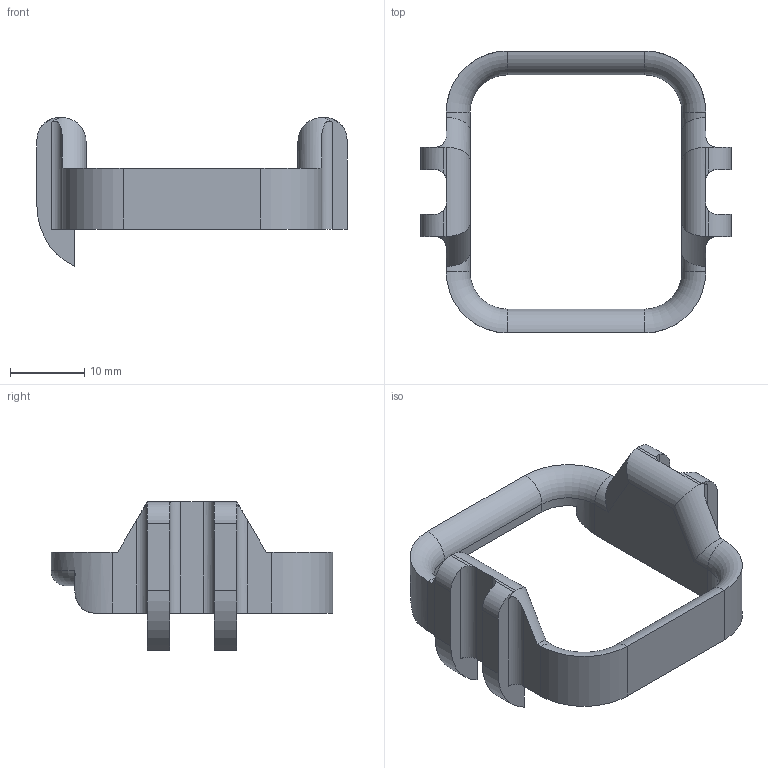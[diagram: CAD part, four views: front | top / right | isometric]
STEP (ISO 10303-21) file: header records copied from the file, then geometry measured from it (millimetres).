
FILE_DESCRIPTION(/* description */ (''),/* implementation_level */ '2;1');
FILE_NAME(/* name */ 'test.step',/* time_stamp */ '2020-10-19T09:19:31+02:00',/* author */ (''),/* organization */ (''),/* preprocessor_version */ 'ST-DEVELOPER v18.1',/* originating_system */ 'Autodesk Translation Framework v9.3.0.1241',/* authorisation */ '');
FILE_SCHEMA (('AUTOMOTIVE_DESIGN { 1 0 10303 214 3 1 1 }'));
Length unit declared in the file: millimetre
Products named in the file (2): GoPro Hero 5/6/7 Lens Protection; GoPro Lense
Assembly tree (1 placements, depth 2):
  GoPro Hero 5/6/7 Lens Protection
    GoPro Lense
Bounding box: 41.7 x 37.9 x 20 mm (x, y, z)
Volume: 3913.4 mm3; surface area: 3321.1 mm2
Topology: 1 solids, 1 shells, 77 faces, 205 edges, 128 vertices
Faces by surface type: cylinder 37, plane 34, torus 6
Entity records: 2562 total; most frequent: CARTESIAN_POINT 567, DIRECTION 419, ORIENTED_EDGE 410, EDGE_CURVE 205, AXIS2_PLACEMENT_3D 148, VERTEX_POINT 128, LINE 123, VECTOR 123
